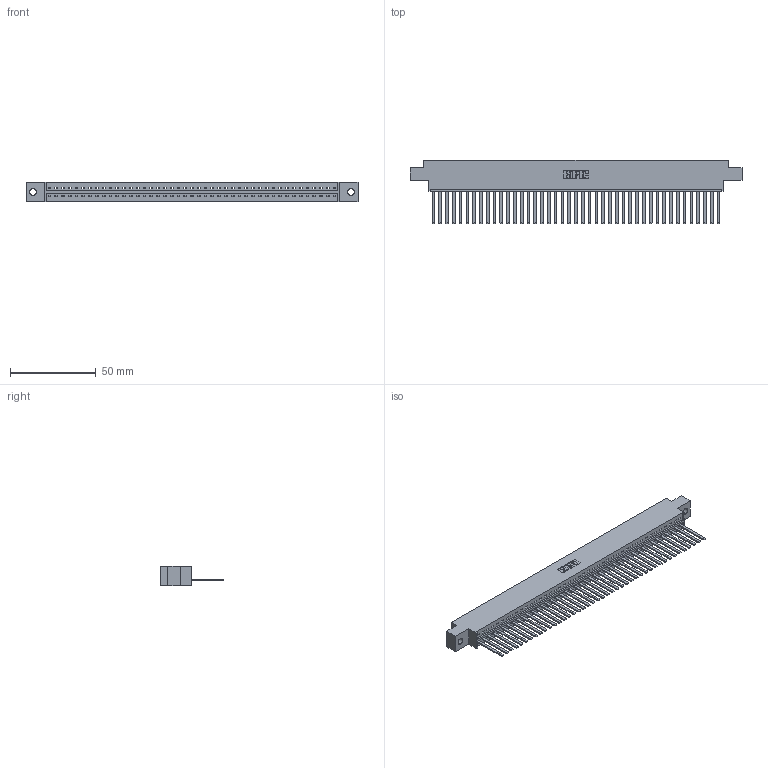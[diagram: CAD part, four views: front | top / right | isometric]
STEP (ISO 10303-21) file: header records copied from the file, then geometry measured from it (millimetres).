
FILE_DESCRIPTION (( 'STEP AP203' ), '1' );
FILE_NAME ('336-043-541-604.STEP', '2020-08-07T23:45:43', ( '' ), ( '' ), 'SwSTEP 2.0', 'SolidWorks 2020', '' );
FILE_SCHEMA (( 'CONFIG_CONTROL_DESIGN' ));
Length unit declared in the file: inch
Products named in the file (3): 336-290-001_336-290-541; 336-043-541-604; 336 Part_Offset - .156 Dia - TH
Assembly tree (44 placements, depth 2):
  336-043-541-604
    336 Part_Offset - .156 Dia - TH
    336-290-001_336-290-541  x43
Bounding box: 193.78 x 37.34 x 11.1 mm (x, y, z)
Volume: 28174.2 mm3; surface area: 30559.4 mm2
Topology: 44 solids, 44 shells, 2268 faces, 6945 edges, 4600 vertices
Faces by surface type: plane 1536, cylinder 732
Entity records: 31688 total; most frequent: CARTESIAN_POINT 5610, ORIENTED_EDGE 5490, DIRECTION 4623, EDGE_CURVE 2745, VECTOR 2613, LINE 2613, VERTEX_POINT 1828, AXIS2_PLACEMENT_3D 1005
